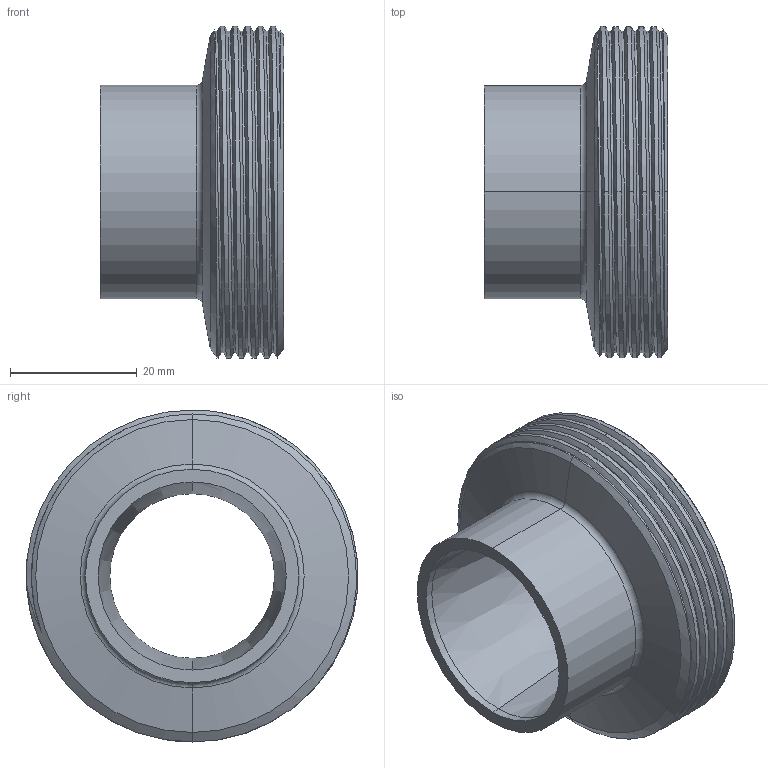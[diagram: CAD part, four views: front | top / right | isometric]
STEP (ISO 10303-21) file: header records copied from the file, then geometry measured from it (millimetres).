
FILE_DESCRIPTION (( 'STEP AP203' ), '1' );
FILE_NAME ('3D-M2101P_33.7x2_174094025.STEP', '2024-09-04T14:01:43', ( '' ), ( '' ), 'SwSTEP 2.0', 'SolidWorks 2024', '' );
FILE_SCHEMA (( 'CONFIG_CONTROL_DESIGN' ));
Length unit declared in the file: millimetre
Products named in the file (1): 3D-M2101P_33.7x2_174094025
Bounding box: 29 x 52.33 x 52.42 mm (x, y, z)
Volume: 19325.7 mm3; surface area: 10426.2 mm2
Topology: 1 solids, 1 shells, 40 faces, 94 edges, 58 vertices
Faces by surface type: cylinder 21, cone 10, plane 4, bspline 3, torus 2
Entity records: 2776 total; most frequent: CARTESIAN_POINT 1846, ORIENTED_EDGE 188, DIRECTION 172, EDGE_CURVE 94, AXIS2_PLACEMENT_3D 71, VERTEX_POINT 58, EDGE_LOOP 44, ADVANCED_FACE 40
